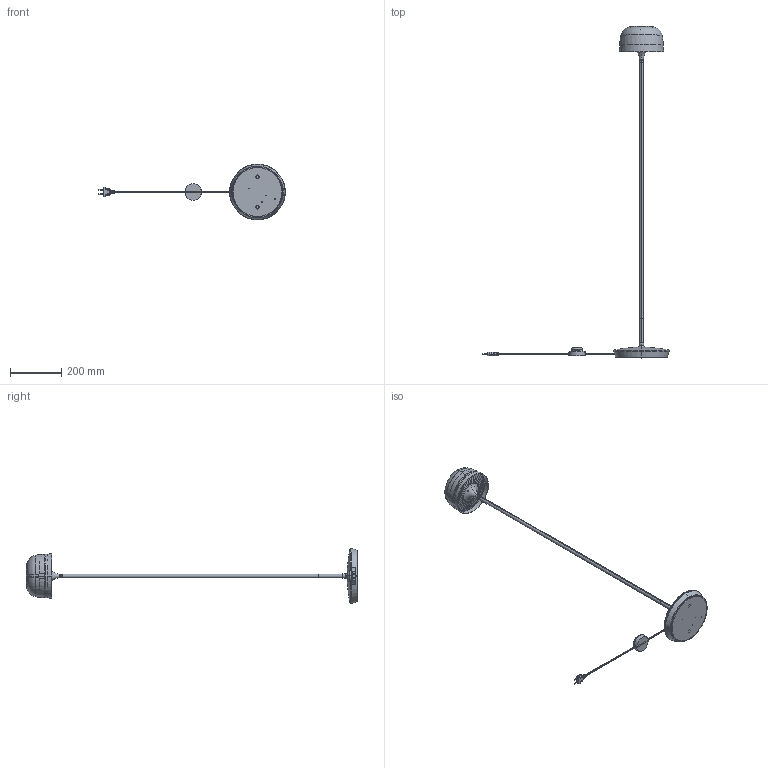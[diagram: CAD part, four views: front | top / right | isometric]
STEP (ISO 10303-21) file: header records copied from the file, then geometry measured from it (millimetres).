
FILE_DESCRIPTION (( 'STEP AP203' ), '1' );
FILE_NAME ('BOL P-140 201013xxyyy.STEP', '2022-03-15T15:00:45', ( '' ), ( '' ), 'SwSTEP 2.0', 'SolidWorks 2019', '' );
FILE_SCHEMA (( 'CONFIG_CONTROL_DESIGN' ));
Length unit declared in the file: millimetre
Products named in the file (20): 000-SUB-201 BOTON MASTIL PIE; 000-201-110; 000-201-053; 000-201-073; 000-201-066; 000-908-005; 000-201-111; 000-201-057; 000-201-056; 000-201-112; 000-201-055; 000-D6798J-5.3A2; 000-SUB-201 CBZ; 000-SUB-201 BASE PIE 16_02_2022; 000-201-069; 000-911-002; 000-SUB-201 TUBO PIE; 000-SUB-201 BASE PIE COMPLETA V2; 000-201-054; BOL P-140 201013xxyyy
Assembly tree (20 placements, depth 4):
  BOL P-140 201013xxyyy
    000-SUB-201 BASE PIE COMPLETA V2
      000-SUB-201 BASE PIE 16_02_2022
        000-201-110
        000-201-112
        000-D6798J-5.3A2  x2
        000-201-111
        000-908-005
        000-911-002
    000-SUB-201 BOTON MASTIL PIE
      000-SUB-201 TUBO PIE
        000-201-069
        000-201-066
        000-201-073
      000-SUB-201 CBZ
        000-201-053
        000-201-055
        000-201-056
        000-201-057
        000-201-054
Bounding box: 726.59 x 1291.01 x 217.17 mm (x, y, z)
Volume: 1097312.2 mm3; surface area: 572871.8 mm2
Topology: 15 solids, 15 shells, 847 faces, 2057 edges, 1234 vertices
Faces by surface type: cylinder 200, bspline 194, plane 174, torus 149, cone 109, sphere 21
Entity records: 34650 total; most frequent: CARTESIAN_POINT 14694, ORIENTED_EDGE 3810, DIRECTION 3614, EDGE_CURVE 1905, AXIS2_PLACEMENT_3D 1536, VERTEX_POINT 1166, EDGE_LOOP 901, CIRCLE 877
